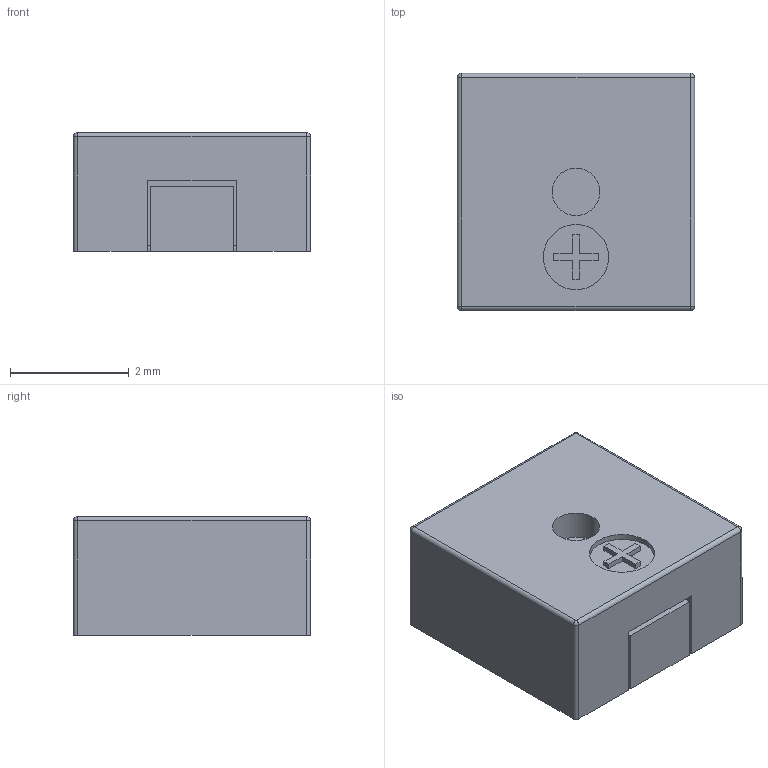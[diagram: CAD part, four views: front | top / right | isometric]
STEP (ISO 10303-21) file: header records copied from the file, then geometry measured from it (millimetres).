
FILE_DESCRIPTION (( 'STEP AP214' ), '1' );
FILE_NAME ('CUI_DEVICES_CMT-4023S-SMT-TR.step', '2019-10-20T21:40:05', ( '' ), ( '' ), 'SwSTEP 2.0', 'SolidWorks 2019', '' );
FILE_SCHEMA (( 'AUTOMOTIVE_DESIGN' ));
Length unit declared in the file: inch
Products named in the file (1): CUI_DEVICES_CMT-4023S-SMT-TR
Bounding box: 4 x 4 x 2 mm (x, y, z)
Volume: 31.6 mm3; surface area: 67.5 mm2
Topology: 1 solids, 1 shells, 63 faces, 166 edges, 104 vertices
Faces by surface type: plane 46, cylinder 13, sphere 4
Entity records: 2563 total; most frequent: CARTESIAN_POINT 330, ORIENTED_EDGE 324, DIRECTION 316, EDGE_CURVE 162, LINE 136, VECTOR 136, VERTEX_POINT 104, AXIS2_PLACEMENT_3D 90
